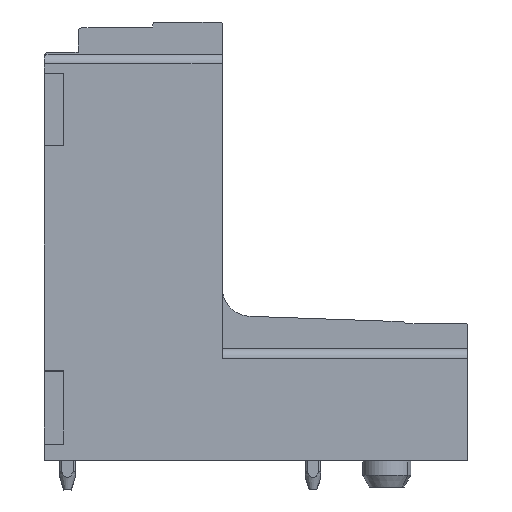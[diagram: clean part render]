
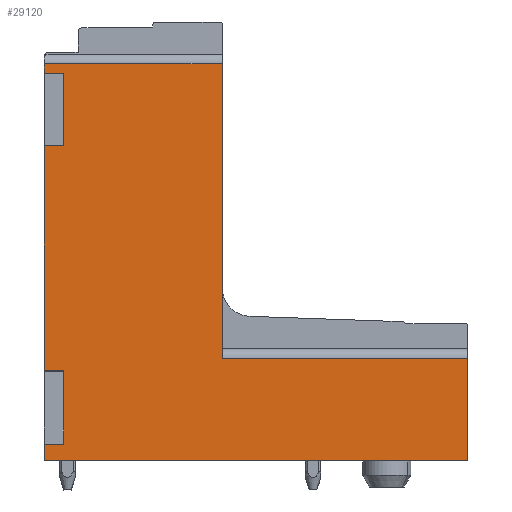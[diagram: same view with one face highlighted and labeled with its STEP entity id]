
A CAD part, left-side view. The second image highlights one B-rep face of the part: STEP entity #29120.
In plain terms, the highlighted planar face has unit normal (-1, 0, 0).
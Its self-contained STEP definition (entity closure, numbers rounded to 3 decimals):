
#29102=AXIS2_PLACEMENT_3D('Plane Axis2P3D',#29099,#29100,#29101) ;
#150=CARTESIAN_POINT('Vertex',(0.,21.9,1.5)) ;
#768=CARTESIAN_POINT('Vertex',(0.,0.,1.5)) ;
#771=CARTESIAN_POINT('Line Origine',(0.,10.95,1.5)) ;
#1127=CARTESIAN_POINT('Line Origine',(0.,21.9,1.935)) ;
#1131=CARTESIAN_POINT('Vertex',(0.,21.9,2.37)) ;
#1201=CARTESIAN_POINT('Vertex',(0.,21.9,6.19)) ;
#1204=CARTESIAN_POINT('Line Origine',(0.,21.9,11.995)) ;
#1208=CARTESIAN_POINT('Vertex',(0.,21.9,17.8)) ;
#1243=CARTESIAN_POINT('Vertex',(0.,21.9,21.54)) ;
#1246=CARTESIAN_POINT('Line Origine',(0.,21.9,21.79)) ;
#1250=CARTESIAN_POINT('Vertex',(0.,21.9,22.04)) ;
#2316=CARTESIAN_POINT('Vertex',(0.,12.7,22.04)) ;
#2319=CARTESIAN_POINT('Line Origine',(0.,12.7,14.42)) ;
#2323=CARTESIAN_POINT('Vertex',(0.,12.7,6.8)) ;
#4074=CARTESIAN_POINT('Vertex',(0.,0.,6.8)) ;
#4077=CARTESIAN_POINT('Line Origine',(0.,0.,4.15)) ;
#23252=CARTESIAN_POINT('Line Origine',(0.,10.95,22.04)) ;
#23265=CARTESIAN_POINT('Line Origine',(0.,21.4,2.37)) ;
#23269=CARTESIAN_POINT('Vertex',(0.,20.9,2.37)) ;
#23287=CARTESIAN_POINT('Line Origine',(0.,20.9,4.28)) ;
#23291=CARTESIAN_POINT('Vertex',(0.,20.9,6.19)) ;
#23306=CARTESIAN_POINT('Line Origine',(0.,21.4,6.19)) ;
#23318=CARTESIAN_POINT('Line Origine',(0.,21.4,17.8)) ;
#23322=CARTESIAN_POINT('Vertex',(0.,20.9,17.8)) ;
#23340=CARTESIAN_POINT('Line Origine',(0.,20.9,19.67)) ;
#23344=CARTESIAN_POINT('Vertex',(0.,20.9,21.54)) ;
#23359=CARTESIAN_POINT('Line Origine',(0.,21.4,21.54)) ;
#28618=CARTESIAN_POINT('Line Origine',(0.,10.95,6.8)) ;
#29099=CARTESIAN_POINT('Axis2P3D Location',(0.,0.,0.)) ;
#772=DIRECTION('Vector Direction',(0.,1.,0.)) ;
#1128=DIRECTION('Vector Direction',(0.,0.,1.)) ;
#1205=DIRECTION('Vector Direction',(0.,0.,1.)) ;
#1247=DIRECTION('Vector Direction',(0.,0.,-1.)) ;
#2320=DIRECTION('Vector Direction',(0.,0.,-1.)) ;
#4078=DIRECTION('Vector Direction',(0.,0.,-1.)) ;
#23253=DIRECTION('Vector Direction',(0.,-1.,0.)) ;
#23266=DIRECTION('Vector Direction',(0.,-1.,0.)) ;
#23288=DIRECTION('Vector Direction',(0.,0.,-1.)) ;
#23307=DIRECTION('Vector Direction',(0.,1.,0.)) ;
#23319=DIRECTION('Vector Direction',(0.,-1.,0.)) ;
#23341=DIRECTION('Vector Direction',(0.,0.,-1.)) ;
#23360=DIRECTION('Vector Direction',(0.,1.,0.)) ;
#28619=DIRECTION('Vector Direction',(0.,-1.,0.)) ;
#29100=DIRECTION('Axis2P3D Direction',(-1.,0.,0.)) ;
#29101=DIRECTION('Axis2P3D XDirection',(0.,-1.,0.)) ;
#773=VECTOR('Line Direction',#772,1.) ;
#1129=VECTOR('Line Direction',#1128,1.) ;
#1206=VECTOR('Line Direction',#1205,1.) ;
#1248=VECTOR('Line Direction',#1247,1.) ;
#2321=VECTOR('Line Direction',#2320,1.) ;
#4079=VECTOR('Line Direction',#4078,1.) ;
#23254=VECTOR('Line Direction',#23253,1.) ;
#23267=VECTOR('Line Direction',#23266,1.) ;
#23289=VECTOR('Line Direction',#23288,1.) ;
#23308=VECTOR('Line Direction',#23307,1.) ;
#23320=VECTOR('Line Direction',#23319,1.) ;
#23342=VECTOR('Line Direction',#23341,1.) ;
#23361=VECTOR('Line Direction',#23360,1.) ;
#28620=VECTOR('Line Direction',#28619,1.) ;
#29105=ORIENTED_EDGE('',*,*,#1252,.T.) ;
#29106=ORIENTED_EDGE('',*,*,#23363,.T.) ;
#29107=ORIENTED_EDGE('',*,*,#23346,.T.) ;
#29108=ORIENTED_EDGE('',*,*,#23324,.T.) ;
#29109=ORIENTED_EDGE('',*,*,#1210,.T.) ;
#29110=ORIENTED_EDGE('',*,*,#23310,.T.) ;
#29111=ORIENTED_EDGE('',*,*,#23293,.T.) ;
#29112=ORIENTED_EDGE('',*,*,#23271,.T.) ;
#29113=ORIENTED_EDGE('',*,*,#1133,.T.) ;
#29114=ORIENTED_EDGE('',*,*,#775,.T.) ;
#29115=ORIENTED_EDGE('',*,*,#4081,.T.) ;
#29116=ORIENTED_EDGE('',*,*,#28622,.T.) ;
#29117=ORIENTED_EDGE('',*,*,#2325,.F.) ;
#29118=ORIENTED_EDGE('',*,*,#23256,.T.) ;
#29120=ADVANCED_FACE('HOUSING',(#29119),#29103,.T.) ;
#775=EDGE_CURVE('',#151,#769,#774,.F.) ;
#1133=EDGE_CURVE('',#1132,#151,#1130,.F.) ;
#1210=EDGE_CURVE('',#1209,#1202,#1207,.F.) ;
#1252=EDGE_CURVE('',#1251,#1244,#1249,.T.) ;
#2325=EDGE_CURVE('',#2317,#2324,#2322,.T.) ;
#4081=EDGE_CURVE('',#769,#4075,#4080,.F.) ;
#23256=EDGE_CURVE('',#2317,#1251,#23255,.F.) ;
#23271=EDGE_CURVE('',#23270,#1132,#23268,.F.) ;
#23293=EDGE_CURVE('',#23292,#23270,#23290,.T.) ;
#23310=EDGE_CURVE('',#1202,#23292,#23309,.F.) ;
#23324=EDGE_CURVE('',#23323,#1209,#23321,.F.) ;
#23346=EDGE_CURVE('',#23345,#23323,#23343,.T.) ;
#23363=EDGE_CURVE('',#1244,#23345,#23362,.F.) ;
#28622=EDGE_CURVE('',#4075,#2324,#28621,.F.) ;
#29104=EDGE_LOOP('',(#29105,#29106,#29107,#29108,#29109,#29110,#29111,#29112,#29113,#29114,#29115,#29116,#29117,#29118)) ;
#29119=FACE_OUTER_BOUND('',#29104,.T.) ;
#774=LINE('Line',#771,#773) ;
#1130=LINE('Line',#1127,#1129) ;
#1207=LINE('Line',#1204,#1206) ;
#1249=LINE('Line',#1246,#1248) ;
#2322=LINE('Line',#2319,#2321) ;
#4080=LINE('Line',#4077,#4079) ;
#23255=LINE('Line',#23252,#23254) ;
#23268=LINE('Line',#23265,#23267) ;
#23290=LINE('Line',#23287,#23289) ;
#23309=LINE('Line',#23306,#23308) ;
#23321=LINE('Line',#23318,#23320) ;
#23343=LINE('Line',#23340,#23342) ;
#23362=LINE('Line',#23359,#23361) ;
#28621=LINE('Line',#28618,#28620) ;
#29103=PLANE('',#29102) ;
#151=VERTEX_POINT('',#150) ;
#769=VERTEX_POINT('',#768) ;
#1132=VERTEX_POINT('',#1131) ;
#1202=VERTEX_POINT('',#1201) ;
#1209=VERTEX_POINT('',#1208) ;
#1244=VERTEX_POINT('',#1243) ;
#1251=VERTEX_POINT('',#1250) ;
#2317=VERTEX_POINT('',#2316) ;
#2324=VERTEX_POINT('',#2323) ;
#4075=VERTEX_POINT('',#4074) ;
#23270=VERTEX_POINT('',#23269) ;
#23292=VERTEX_POINT('',#23291) ;
#23323=VERTEX_POINT('',#23322) ;
#23345=VERTEX_POINT('',#23344) ;
